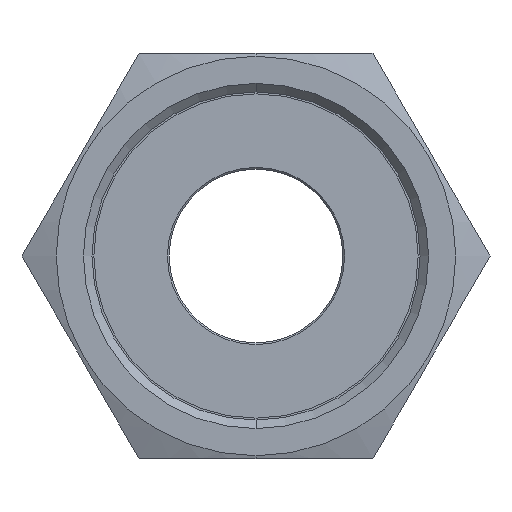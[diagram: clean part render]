
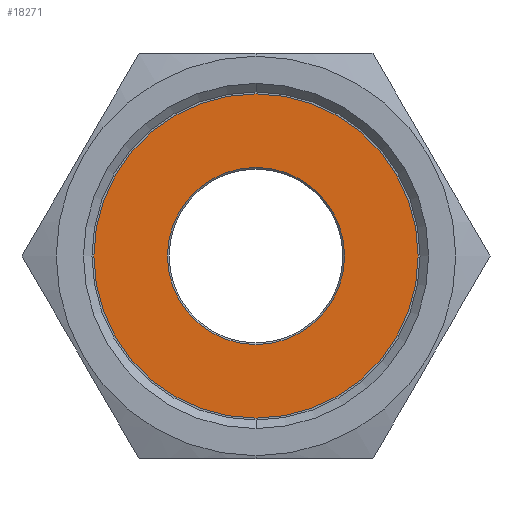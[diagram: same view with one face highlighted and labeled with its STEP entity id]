
A CAD part, left-side view. The second image highlights one B-rep face of the part: STEP entity #18271.
In plain terms, the highlighted planar face has unit normal (-1, 0, 0).
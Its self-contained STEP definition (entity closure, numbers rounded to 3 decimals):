
#1009 = DIRECTION ( 'NONE',  ( 0., 0., 1. ) ) ;
#1667 = EDGE_CURVE ( 'NONE', #11216, #10958, #14306, .T. ) ;
#1834 = AXIS2_PLACEMENT_3D ( 'NONE', #18230, #6696, #1009 ) ;
#1877 = DIRECTION ( 'NONE',  ( 1., 0., 0. ) ) ;
#2104 = EDGE_CURVE ( 'NONE', #10252, #7607, #9769, .T. ) ;
#2520 = ORIENTED_EDGE ( 'NONE', *, *, #6580, .T. ) ;
#3182 = ORIENTED_EDGE ( 'NONE', *, *, #1667, .F. ) ;
#3382 = CARTESIAN_POINT ( 'NONE',  ( -65., 0., 0. ) ) ;
#3790 = EDGE_LOOP ( 'NONE', ( #10143, #2520 ) ) ;
#4896 = AXIS2_PLACEMENT_3D ( 'NONE', #11271, #11456, #14065 ) ;
#4973 = EDGE_CURVE ( 'NONE', #10958, #11216, #7468, .T. ) ;
#5125 = ORIENTED_EDGE ( 'NONE', *, *, #4973, .F. ) ;
#5408 = DIRECTION ( 'NONE',  ( 0., 0., -1. ) ) ;
#6120 = FACE_OUTER_BOUND ( 'NONE', #6297, .T. ) ;
#6297 = EDGE_LOOP ( 'NONE', ( #3182, #5125 ) ) ;
#6580 = EDGE_CURVE ( 'NONE', #7607, #10252, #9844, .T. ) ;
#6696 = DIRECTION ( 'NONE',  ( 1., 0., 0. ) ) ;
#6802 = AXIS2_PLACEMENT_3D ( 'NONE', #3382, #1877, #7638 ) ;
#6971 = DIRECTION ( 'NONE',  ( 0., 0., -1. ) ) ;
#7164 = CARTESIAN_POINT ( 'NONE',  ( -65., 0., 28. ) ) ;
#7468 = CIRCLE ( 'NONE', #17239, 28. ) ;
#7607 = VERTEX_POINT ( 'NONE', #12475 ) ;
#7638 = DIRECTION ( 'NONE',  ( 0., 0., 1. ) ) ;
#7787 = CARTESIAN_POINT ( 'NONE',  ( -65., 0., -28. ) ) ;
#9506 = CARTESIAN_POINT ( 'NONE',  ( -65., 0., 15.3 ) ) ;
#9769 = CIRCLE ( 'NONE', #6802, 15.3 ) ;
#9844 = CIRCLE ( 'NONE', #1834, 15.3 ) ;
#9992 = PLANE ( 'NONE',  #4896 ) ;
#10143 = ORIENTED_EDGE ( 'NONE', *, *, #2104, .T. ) ;
#10252 = VERTEX_POINT ( 'NONE', #9506 ) ;
#10958 = VERTEX_POINT ( 'NONE', #7164 ) ;
#11216 = VERTEX_POINT ( 'NONE', #7787 ) ;
#11251 = CARTESIAN_POINT ( 'NONE',  ( -65., 0., 0. ) ) ;
#11255 = CARTESIAN_POINT ( 'NONE',  ( -65., 0., 0. ) ) ;
#11271 = CARTESIAN_POINT ( 'NONE',  ( -65., 28., 0. ) ) ;
#11381 = DIRECTION ( 'NONE',  ( 1., 0., 0. ) ) ;
#11456 = DIRECTION ( 'NONE',  ( -1., 0., 0. ) ) ;
#12475 = CARTESIAN_POINT ( 'NONE',  ( -65., 0., -15.3 ) ) ;
#13810 = FACE_BOUND ( 'NONE', #3790, .T. ) ;
#14065 = DIRECTION ( 'NONE',  ( 0., 0., 1. ) ) ;
#14159 = DIRECTION ( 'NONE',  ( 1., 0., 0. ) ) ;
#14306 = CIRCLE ( 'NONE', #14870, 28. ) ;
#14870 = AXIS2_PLACEMENT_3D ( 'NONE', #11251, #14159, #6971 ) ;
#17239 = AXIS2_PLACEMENT_3D ( 'NONE', #11255, #11381, #5408 ) ;
#18230 = CARTESIAN_POINT ( 'NONE',  ( -65., 0., 0. ) ) ;
#18271 = ADVANCED_FACE ( 'NONE', ( #13810, #6120 ), #9992, .T. ) ;
